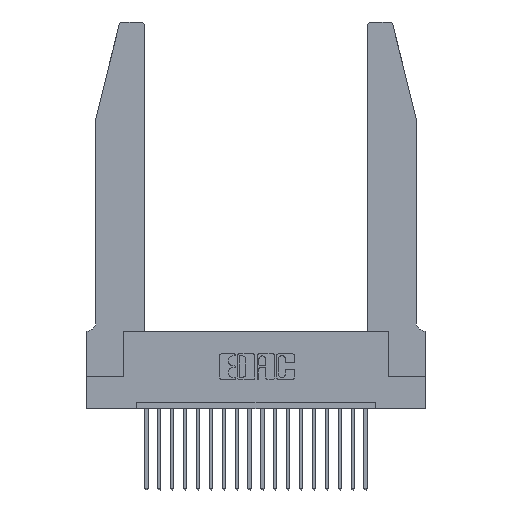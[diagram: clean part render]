
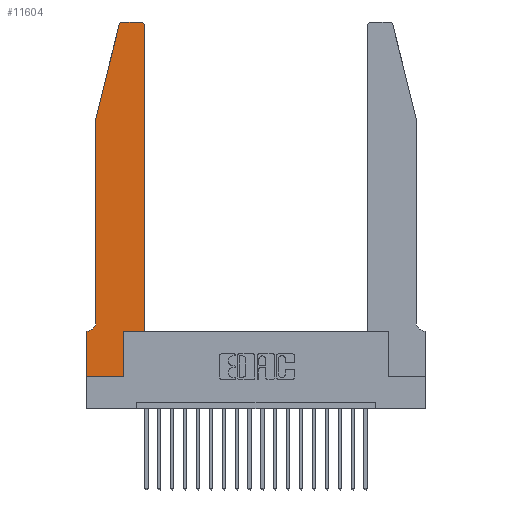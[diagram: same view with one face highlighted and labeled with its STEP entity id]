
A CAD part, top view. The second image highlights one B-rep face of the part: STEP entity #11604.
In plain terms, the highlighted planar face has unit normal (0, 0, 1).
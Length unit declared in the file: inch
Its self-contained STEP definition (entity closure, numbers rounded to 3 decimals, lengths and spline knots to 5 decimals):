
#60 = ORIENTED_EDGE ( 'NONE', *, *, #1315, .T. ) ;
#287 = DIRECTION ( 'NONE',  ( 0., 0., -1. ) ) ;
#300 = CIRCLE ( 'NONE', #6685, 0.03 ) ;
#748 = CARTESIAN_POINT ( 'NONE',  ( 0.0755, 0.42, 0.37 ) ) ;
#1315 = EDGE_CURVE ( 'NONE', #12314, #12513, #13717, .T. ) ;
#1514 = CARTESIAN_POINT ( 'NONE',  ( 0.25487, 2.72718, 0.37 ) ) ;
#1592 = VERTEX_POINT ( 'NONE', #10483 ) ;
#1619 = LINE ( 'NONE', #6024, #19042 ) ;
#2386 = DIRECTION ( 'NONE',  ( 1., 0., 0. ) ) ;
#2396 = AXIS2_PLACEMENT_3D ( 'NONE', #20219, #287, #14912 ) ;
#2545 = VERTEX_POINT ( 'NONE', #3111 ) ;
#2726 = CARTESIAN_POINT ( 'NONE',  ( 0.4205, 2.72, 0.37 ) ) ;
#3069 = CARTESIAN_POINT ( 'NONE',  ( 0.2865, 0.35, 0.37 ) ) ;
#3111 = CARTESIAN_POINT ( 'NONE',  ( 0., 0., 0.37 ) ) ;
#3158 = LINE ( 'NONE', #12709, #9893 ) ;
#3270 = ORIENTED_EDGE ( 'NONE', *, *, #5616, .T. ) ;
#3386 = CARTESIAN_POINT ( 'NONE',  ( 0.284, 2.72, 0.37 ) ) ;
#3426 = DIRECTION ( 'NONE',  ( 1., 0., 0. ) ) ;
#3571 = CARTESIAN_POINT ( 'NONE',  ( 0.4505, 2.72, 0.37 ) ) ;
#3953 = VECTOR ( 'NONE', #15039, 39.37008 ) ;
#4666 = VERTEX_POINT ( 'NONE', #17407 ) ;
#4785 = CARTESIAN_POINT ( 'NONE',  ( 0., 0.35, 0.37 ) ) ;
#4870 = AXIS2_PLACEMENT_3D ( 'NONE', #4785, #9454, #21139 ) ;
#5616 = EDGE_CURVE ( 'NONE', #13852, #10662, #20121, .T. ) ;
#5919 = EDGE_CURVE ( 'NONE', #10662, #4666, #18538, .T. ) ;
#6024 = CARTESIAN_POINT ( 'NONE',  ( 0., 0., 0.37 ) ) ;
#6270 = VERTEX_POINT ( 'NONE', #20317 ) ;
#6516 = CARTESIAN_POINT ( 'NONE',  ( 0.2605, 2.75, 0.37 ) ) ;
#6646 = EDGE_CURVE ( 'NONE', #6270, #19062, #13020, .T. ) ;
#6685 = AXIS2_PLACEMENT_3D ( 'NONE', #2726, #14149, #9224 ) ;
#6931 = CARTESIAN_POINT ( 'NONE',  ( 0.0055, 0.35, 0.37 ) ) ;
#7078 = VECTOR ( 'NONE', #8255, 39.37008 ) ;
#8064 = ORIENTED_EDGE ( 'NONE', *, *, #12171, .T. ) ;
#8068 = ORIENTED_EDGE ( 'NONE', *, *, #11452, .T. ) ;
#8255 = DIRECTION ( 'NONE',  ( 0., 1., 0. ) ) ;
#8331 = VECTOR ( 'NONE', #3426, 39.37008 ) ;
#8930 = DIRECTION ( 'NONE',  ( 0., 1., 0. ) ) ;
#8982 = CARTESIAN_POINT ( 'NONE',  ( 0.4505, 0.35, 0.37 ) ) ;
#9224 = DIRECTION ( 'NONE',  ( 1., 0., 0. ) ) ;
#9326 = VERTEX_POINT ( 'NONE', #19859 ) ;
#9365 = VECTOR ( 'NONE', #17532, 39.37008 ) ;
#9376 = VECTOR ( 'NONE', #20022, 39.37008 ) ;
#9454 = DIRECTION ( 'NONE',  ( 0., 0., 1. ) ) ;
#9570 = VERTEX_POINT ( 'NONE', #3571 ) ;
#9736 = LINE ( 'NONE', #13043, #19664 ) ;
#9893 = VECTOR ( 'NONE', #14371, 39.37008 ) ;
#10026 = ORIENTED_EDGE ( 'NONE', *, *, #17792, .T. ) ;
#10071 = CARTESIAN_POINT ( 'NONE',  ( 0.2865, 0., 0.37 ) ) ;
#10087 = EDGE_CURVE ( 'NONE', #2545, #13852, #3158, .T. ) ;
#10179 = CIRCLE ( 'NONE', #2396, 0.07 ) ;
#10483 = CARTESIAN_POINT ( 'NONE',  ( 0., 0.35, 0.37 ) ) ;
#10662 = VERTEX_POINT ( 'NONE', #3069 ) ;
#10668 = LINE ( 'NONE', #14861, #9376 ) ;
#10779 = LINE ( 'NONE', #6516, #19671 ) ;
#10826 = CARTESIAN_POINT ( 'NONE',  ( 0.0755, 2., 0.37 ) ) ;
#11201 = ORIENTED_EDGE ( 'NONE', *, *, #18786, .T. ) ;
#11452 = EDGE_CURVE ( 'NONE', #19062, #19519, #10179, .T. ) ;
#11493 = ORIENTED_EDGE ( 'NONE', *, *, #10087, .T. ) ;
#11604 = ADVANCED_FACE ( 'NONE', ( #14068 ), #19756, .T. ) ;
#12160 = EDGE_CURVE ( 'NONE', #9570, #9326, #300, .T. ) ;
#12171 = EDGE_CURVE ( 'NONE', #1592, #2545, #1619, .T. ) ;
#12314 = VERTEX_POINT ( 'NONE', #18553 ) ;
#12513 = VERTEX_POINT ( 'NONE', #1514 ) ;
#12709 = CARTESIAN_POINT ( 'NONE',  ( 0., 0., 0.37 ) ) ;
#13020 = LINE ( 'NONE', #10826, #9365 ) ;
#13043 = CARTESIAN_POINT ( 'NONE',  ( 0.4505, 0.35, 0.37 ) ) ;
#13479 = DIRECTION ( 'NONE',  ( -1., 0., 0. ) ) ;
#13717 = CIRCLE ( 'NONE', #14750, 0.03 ) ;
#13852 = VERTEX_POINT ( 'NONE', #10071 ) ;
#14068 = FACE_OUTER_BOUND ( 'NONE', #19093, .T. ) ;
#14149 = DIRECTION ( 'NONE',  ( 0., 0., 1. ) ) ;
#14371 = DIRECTION ( 'NONE',  ( 1., 0., 0. ) ) ;
#14750 = AXIS2_PLACEMENT_3D ( 'NONE', #3386, #14996, #2386 ) ;
#14861 = CARTESIAN_POINT ( 'NONE',  ( 0.0755, 2., 0.37 ) ) ;
#14862 = LINE ( 'NONE', #15332, #3953 ) ;
#14912 = DIRECTION ( 'NONE',  ( -1., 0., 0. ) ) ;
#14996 = DIRECTION ( 'NONE',  ( 0., 0., 1. ) ) ;
#15039 = DIRECTION ( 'NONE',  ( -1., 0., 0. ) ) ;
#15332 = CARTESIAN_POINT ( 'NONE',  ( 0.0755, 0.35, 0.37 ) ) ;
#15480 = EDGE_CURVE ( 'NONE', #9326, #12314, #10779, .T. ) ;
#16333 = EDGE_CURVE ( 'NONE', #4666, #9570, #9736, .T. ) ;
#17407 = CARTESIAN_POINT ( 'NONE',  ( 0.4505, 0.35, 0.37 ) ) ;
#17532 = DIRECTION ( 'NONE',  ( 0., -1., 0. ) ) ;
#17792 = EDGE_CURVE ( 'NONE', #19519, #1592, #14862, .T. ) ;
#18260 = ORIENTED_EDGE ( 'NONE', *, *, #5919, .T. ) ;
#18326 = ORIENTED_EDGE ( 'NONE', *, *, #16333, .T. ) ;
#18538 = LINE ( 'NONE', #8982, #8331 ) ;
#18553 = CARTESIAN_POINT ( 'NONE',  ( 0.284, 2.75, 0.37 ) ) ;
#18691 = ORIENTED_EDGE ( 'NONE', *, *, #6646, .T. ) ;
#18786 = EDGE_CURVE ( 'NONE', #12513, #6270, #10668, .T. ) ;
#19042 = VECTOR ( 'NONE', #20918, 39.37008 ) ;
#19062 = VERTEX_POINT ( 'NONE', #748 ) ;
#19093 = EDGE_LOOP ( 'NONE', ( #19119, #60, #11201, #18691, #8068, #10026, #8064, #11493, #3270, #18260, #18326, #21399 ) ) ;
#19119 = ORIENTED_EDGE ( 'NONE', *, *, #15480, .T. ) ;
#19519 = VERTEX_POINT ( 'NONE', #6931 ) ;
#19664 = VECTOR ( 'NONE', #8930, 39.37008 ) ;
#19671 = VECTOR ( 'NONE', #13479, 39.37008 ) ;
#19756 = PLANE ( 'NONE',  #4870 ) ;
#19859 = CARTESIAN_POINT ( 'NONE',  ( 0.4205, 2.75, 0.37 ) ) ;
#20022 = DIRECTION ( 'NONE',  ( -0.239, -0.971, 0. ) ) ;
#20121 = LINE ( 'NONE', #20238, #7078 ) ;
#20219 = CARTESIAN_POINT ( 'NONE',  ( 0.0055, 0.42, 0.37 ) ) ;
#20238 = CARTESIAN_POINT ( 'NONE',  ( 0.2865, 0.35, 0.37 ) ) ;
#20317 = CARTESIAN_POINT ( 'NONE',  ( 0.0755, 2., 0.37 ) ) ;
#20918 = DIRECTION ( 'NONE',  ( 0., -1., 0. ) ) ;
#21139 = DIRECTION ( 'NONE',  ( 1., 0., 0. ) ) ;
#21399 = ORIENTED_EDGE ( 'NONE', *, *, #12160, .T. ) ;
